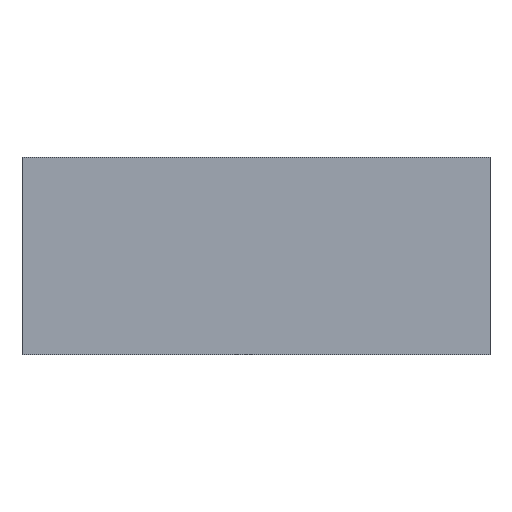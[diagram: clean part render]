
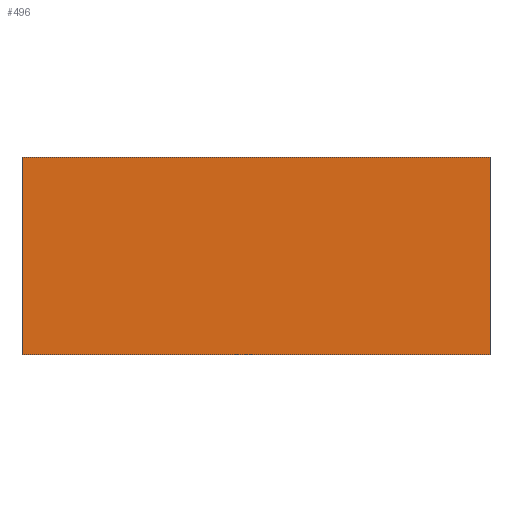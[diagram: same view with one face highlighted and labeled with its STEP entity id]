
A CAD part, left-side view. The second image highlights one B-rep face of the part: STEP entity #496.
In plain terms, the highlighted planar face has unit normal (-1, 0, 0).
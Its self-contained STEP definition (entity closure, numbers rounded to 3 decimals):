
#137=DIRECTION('',(0.,0.,1.));
#138=VECTOR('',#137,44.694);
#139=CARTESIAN_POINT('',(-5.,22.636,3.879));
#140=LINE('',#139,#138);
#141=DIRECTION('',(0.,-1.,0.));
#142=VECTOR('',#141,106.091);
#143=CARTESIAN_POINT('',(-5.,22.636,48.572));
#144=LINE('',#143,#142);
#145=DIRECTION('',(0.,0.,-1.));
#146=VECTOR('',#145,44.694);
#147=CARTESIAN_POINT('',(-5.,-83.455,48.572));
#148=LINE('',#147,#146);
#149=DIRECTION('',(0.,1.,0.));
#150=VECTOR('',#149,106.091);
#151=CARTESIAN_POINT('',(-5.,-83.455,3.879));
#152=LINE('',#151,#150);
#249=CARTESIAN_POINT('',(-5.,22.636,3.879));
#250=CARTESIAN_POINT('',(-5.,22.636,48.572));
#251=VERTEX_POINT('',#249);
#252=VERTEX_POINT('',#250);
#253=CARTESIAN_POINT('',(-5.,-83.455,48.572));
#254=VERTEX_POINT('',#253);
#255=CARTESIAN_POINT('',(-5.,-83.455,3.879));
#256=VERTEX_POINT('',#255);
#485=CARTESIAN_POINT('',(-5.,0.,0.));
#486=DIRECTION('',(1.,0.,0.));
#487=DIRECTION('',(0.,-1.,0.));
#488=AXIS2_PLACEMENT_3D('',#485,#486,#487);
#489=PLANE('',#488);
#490=ORIENTED_EDGE('',*,*,#437,.T.);
#491=ORIENTED_EDGE('',*,*,#452,.T.);
#492=ORIENTED_EDGE('',*,*,#466,.T.);
#493=ORIENTED_EDGE('',*,*,#479,.T.);
#494=EDGE_LOOP('',(#490,#491,#492,#493));
#495=FACE_OUTER_BOUND('',#494,.F.);
#496=ADVANCED_FACE('',(#495),#489,.F.);
#437=EDGE_CURVE('',#251,#252,#140,.T.);
#452=EDGE_CURVE('',#252,#254,#144,.T.);
#466=EDGE_CURVE('',#254,#256,#148,.T.);
#479=EDGE_CURVE('',#256,#251,#152,.T.);
